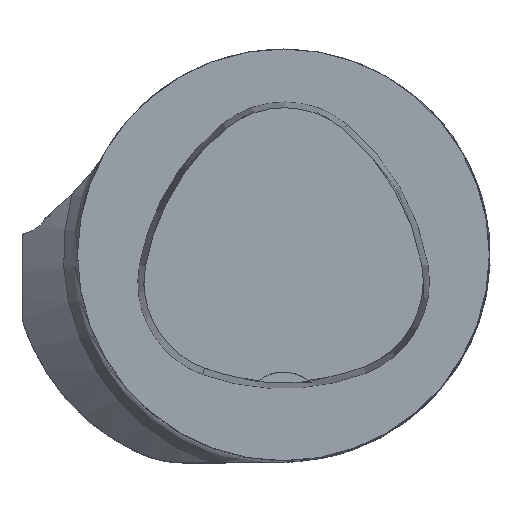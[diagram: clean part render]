
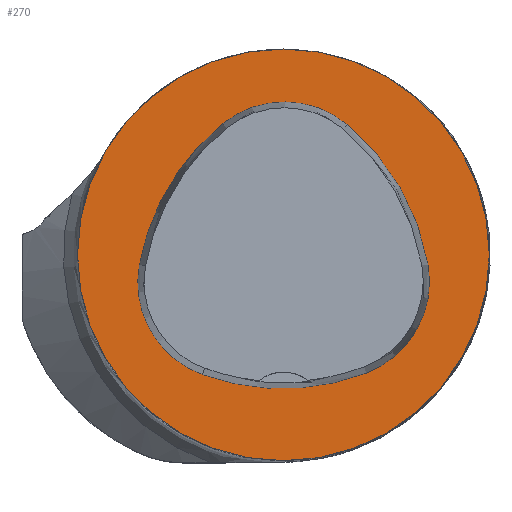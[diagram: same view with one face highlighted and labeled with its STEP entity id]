
A CAD part, top view. The second image highlights one B-rep face of the part: STEP entity #270.
In plain terms, the highlighted planar face has unit normal (0, 0, 1).
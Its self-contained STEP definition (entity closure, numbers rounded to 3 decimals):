
#106=FACE_BOUND('',#459,.T.);
#107=FACE_BOUND('',#460,.T.);
#182=CIRCLE('',#1474,31.5);
#195=CIRCLE('',#1527,36.);
#197=CIRCLE('',#1530,15.);
#199=CIRCLE('',#1533,36.);
#201=CIRCLE('',#1536,15.);
#205=CIRCLE('',#1541,36.);
#207=CIRCLE('',#1544,15.);
#270=ADVANCED_FACE('',(#106,#107),#315,.T.);
#315=PLANE('',#1549);
#459=EDGE_LOOP('',(#793,#794,#795,#796,#797,#798));
#460=EDGE_LOOP('',(#799));
#793=ORIENTED_EDGE('',*,*,#1162,.T.);
#794=ORIENTED_EDGE('',*,*,#1142,.T.);
#795=ORIENTED_EDGE('',*,*,#1146,.T.);
#796=ORIENTED_EDGE('',*,*,#1149,.T.);
#797=ORIENTED_EDGE('',*,*,#1152,.T.);
#798=ORIENTED_EDGE('',*,*,#1160,.T.);
#799=ORIENTED_EDGE('',*,*,#1084,.F.);
#949=VERTEX_POINT('',#2231);
#980=VERTEX_POINT('',#2387);
#981=VERTEX_POINT('',#2388);
#984=VERTEX_POINT('',#2396);
#986=VERTEX_POINT('',#2402);
#988=VERTEX_POINT('',#2408);
#995=VERTEX_POINT('',#2429);
#1084=EDGE_CURVE('',#949,#949,#182,.T.);
#1142=EDGE_CURVE('',#980,#981,#195,.T.);
#1146=EDGE_CURVE('',#981,#984,#197,.T.);
#1149=EDGE_CURVE('',#984,#986,#199,.T.);
#1152=EDGE_CURVE('',#986,#988,#201,.T.);
#1160=EDGE_CURVE('',#988,#995,#205,.T.);
#1162=EDGE_CURVE('',#995,#980,#207,.T.);
#1474=AXIS2_PLACEMENT_3D('',#2230,#1697,#1698);
#1527=AXIS2_PLACEMENT_3D('',#2386,#1833,#1834);
#1530=AXIS2_PLACEMENT_3D('',#2395,#1841,#1842);
#1533=AXIS2_PLACEMENT_3D('',#2401,#1848,#1849);
#1536=AXIS2_PLACEMENT_3D('',#2407,#1855,#1856);
#1541=AXIS2_PLACEMENT_3D('',#2430,#1867,#1868);
#1544=AXIS2_PLACEMENT_3D('',#2433,#1873,#1874);
#1549=AXIS2_PLACEMENT_3D('',#2438,#1883,#1884);
#1697=DIRECTION('',(0.,0.,-1.));
#1698=DIRECTION('',(-1.,0.,0.));
#1833=DIRECTION('',(0.,0.,-1.));
#1834=DIRECTION('',(-1.,0.,0.));
#1841=DIRECTION('',(0.,0.,-1.));
#1842=DIRECTION('',(-1.,0.,0.));
#1848=DIRECTION('',(0.,0.,-1.));
#1849=DIRECTION('',(-1.,0.,0.));
#1855=DIRECTION('',(0.,0.,-1.));
#1856=DIRECTION('',(-1.,0.,0.));
#1867=DIRECTION('',(0.,0.,-1.));
#1868=DIRECTION('',(-1.,0.,0.));
#1873=DIRECTION('',(0.,0.,-1.));
#1874=DIRECTION('',(-1.,0.,0.));
#1883=DIRECTION('',(0.,0.,1.));
#1884=DIRECTION('',(1.,0.,0.));
#2230=CARTESIAN_POINT('',(0.,0.,0.));
#2231=CARTESIAN_POINT('',(-31.5,0.,0.));
#2386=CARTESIAN_POINT('',(13.398,-7.893,0.));
#2387=CARTESIAN_POINT('',(-22.041,-1.562,0.));
#2388=CARTESIAN_POINT('',(-9.317,20.036,0.));
#2395=CARTESIAN_POINT('',(0.148,8.399,0.));
#2396=CARTESIAN_POINT('',(9.779,19.898,0.));
#2401=CARTESIAN_POINT('',(-13.337,-7.7,0.));
#2402=CARTESIAN_POINT('',(22.122,-1.48,0.));
#2407=CARTESIAN_POINT('',(7.347,-4.071,0.));
#2408=CARTESIAN_POINT('',(12.693,-18.087,0.));
#2429=CARTESIAN_POINT('',(-12.373,-18.307,0.));
#2430=CARTESIAN_POINT('',(-0.137,15.55,0.));
#2433=CARTESIAN_POINT('',(-7.275,-4.2,0.));
#2438=CARTESIAN_POINT('',(0.,0.,0.));
